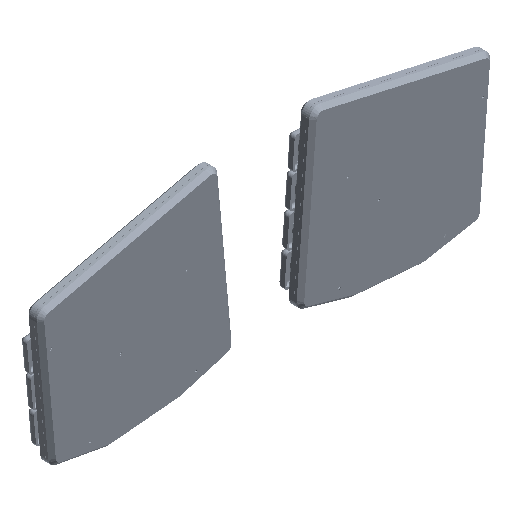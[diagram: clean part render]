
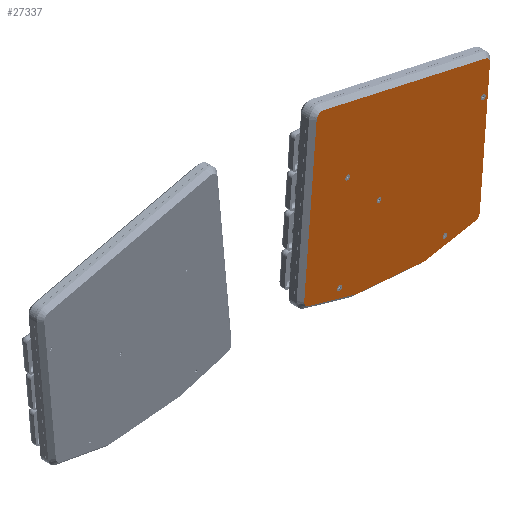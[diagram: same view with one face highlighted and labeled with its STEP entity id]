
A CAD part, isometric view. The second image highlights one B-rep face of the part: STEP entity #27337.
In plain terms, the highlighted planar face has unit normal (0, -1, 0).
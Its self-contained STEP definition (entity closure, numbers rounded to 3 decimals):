
#617=FACE_BOUND('',#4262,.T.);
#618=FACE_BOUND('',#4263,.T.);
#619=FACE_BOUND('',#4264,.T.);
#620=FACE_BOUND('',#4265,.T.);
#621=FACE_BOUND('',#4266,.T.);
#1254=PLANE('',#29272);
#2582=FACE_OUTER_BOUND('',#4261,.T.);
#4261=EDGE_LOOP('',(#22169,#22170,#22171,#22172,#22173,#22174,#22175,#22176,
#22177,#22178,#22179,#22180));
#4262=EDGE_LOOP('',(#22181));
#4263=EDGE_LOOP('',(#22182));
#4264=EDGE_LOOP('',(#22183));
#4265=EDGE_LOOP('',(#22184));
#4266=EDGE_LOOP('',(#22185));
#6695=LINE('',#41957,#9754);
#6699=LINE('',#41969,#9758);
#6703=LINE('',#41981,#9762);
#6707=LINE('',#41993,#9766);
#6711=LINE('',#42005,#9770);
#6715=LINE('',#42017,#9774);
#9754=VECTOR('',#34064,10.);
#9758=VECTOR('',#34076,10.);
#9762=VECTOR('',#34088,10.);
#9766=VECTOR('',#34100,10.);
#9770=VECTOR('',#34112,10.);
#9774=VECTOR('',#34124,10.);
#11478=CIRCLE('',#29240,2.9);
#11480=CIRCLE('',#29244,2.9);
#11482=CIRCLE('',#29248,2.9);
#11484=CIRCLE('',#29252,2.9);
#11486=CIRCLE('',#29256,2.9);
#11488=CIRCLE('',#29260,2.9);
#11494=CIRCLE('',#29273,1.25);
#11495=CIRCLE('',#29274,1.25);
#11496=CIRCLE('',#29275,1.25);
#11497=CIRCLE('',#29276,1.25);
#11498=CIRCLE('',#29277,1.25);
#13178=VERTEX_POINT('',#41950);
#13181=VERTEX_POINT('',#41955);
#13182=VERTEX_POINT('',#41959);
#13184=VERTEX_POINT('',#41965);
#13186=VERTEX_POINT('',#41971);
#13188=VERTEX_POINT('',#41977);
#13190=VERTEX_POINT('',#41983);
#13192=VERTEX_POINT('',#41989);
#13194=VERTEX_POINT('',#41995);
#13196=VERTEX_POINT('',#42001);
#13198=VERTEX_POINT('',#42007);
#13200=VERTEX_POINT('',#42013);
#13215=VERTEX_POINT('',#42060);
#13216=VERTEX_POINT('',#42062);
#13217=VERTEX_POINT('',#42064);
#13218=VERTEX_POINT('',#42066);
#13219=VERTEX_POINT('',#42068);
#16336=EDGE_CURVE('',#13181,#13178,#6695,.T.);
#16339=EDGE_CURVE('',#13178,#13182,#11478,.T.);
#16342=EDGE_CURVE('',#13182,#13184,#6699,.T.);
#16345=EDGE_CURVE('',#13184,#13186,#11480,.T.);
#16348=EDGE_CURVE('',#13186,#13188,#6703,.T.);
#16351=EDGE_CURVE('',#13188,#13190,#11482,.T.);
#16354=EDGE_CURVE('',#13190,#13192,#6707,.T.);
#16357=EDGE_CURVE('',#13192,#13194,#11484,.T.);
#16360=EDGE_CURVE('',#13194,#13196,#6711,.T.);
#16363=EDGE_CURVE('',#13196,#13198,#11486,.T.);
#16366=EDGE_CURVE('',#13198,#13200,#6715,.T.);
#16368=EDGE_CURVE('',#13200,#13181,#11488,.T.);
#16388=EDGE_CURVE('',#13215,#13215,#11494,.T.);
#16389=EDGE_CURVE('',#13216,#13216,#11495,.T.);
#16390=EDGE_CURVE('',#13217,#13217,#11496,.T.);
#16391=EDGE_CURVE('',#13218,#13218,#11497,.T.);
#16392=EDGE_CURVE('',#13219,#13219,#11498,.T.);
#22169=ORIENTED_EDGE('',*,*,#16336,.F.);
#22170=ORIENTED_EDGE('',*,*,#16368,.F.);
#22171=ORIENTED_EDGE('',*,*,#16366,.F.);
#22172=ORIENTED_EDGE('',*,*,#16363,.F.);
#22173=ORIENTED_EDGE('',*,*,#16360,.F.);
#22174=ORIENTED_EDGE('',*,*,#16357,.F.);
#22175=ORIENTED_EDGE('',*,*,#16354,.F.);
#22176=ORIENTED_EDGE('',*,*,#16351,.F.);
#22177=ORIENTED_EDGE('',*,*,#16348,.F.);
#22178=ORIENTED_EDGE('',*,*,#16345,.F.);
#22179=ORIENTED_EDGE('',*,*,#16342,.F.);
#22180=ORIENTED_EDGE('',*,*,#16339,.F.);
#22181=ORIENTED_EDGE('',*,*,#16388,.F.);
#22182=ORIENTED_EDGE('',*,*,#16389,.F.);
#22183=ORIENTED_EDGE('',*,*,#16390,.F.);
#22184=ORIENTED_EDGE('',*,*,#16391,.F.);
#22185=ORIENTED_EDGE('',*,*,#16392,.F.);
#27337=ADVANCED_FACE('',(#2582,#617,#618,#619,#620,#621),#1254,.T.);
#29240=AXIS2_PLACEMENT_3D('',#41963,#34070,#34071);
#29244=AXIS2_PLACEMENT_3D('',#41975,#34082,#34083);
#29248=AXIS2_PLACEMENT_3D('',#41987,#34094,#34095);
#29252=AXIS2_PLACEMENT_3D('',#41999,#34106,#34107);
#29256=AXIS2_PLACEMENT_3D('',#42011,#34118,#34119);
#29260=AXIS2_PLACEMENT_3D('',#42020,#34129,#34130);
#29272=AXIS2_PLACEMENT_3D('',#42059,#34167,#34168);
#29273=AXIS2_PLACEMENT_3D('',#42061,#34169,#34170);
#29274=AXIS2_PLACEMENT_3D('',#42063,#34171,#34172);
#29275=AXIS2_PLACEMENT_3D('',#42065,#34173,#34174);
#29276=AXIS2_PLACEMENT_3D('',#42067,#34175,#34176);
#29277=AXIS2_PLACEMENT_3D('',#42069,#34177,#34178);
#34064=DIRECTION('',(0.99,0.,-0.138));
#34070=DIRECTION('center_axis',(0.,1.,0.));
#34071=DIRECTION('ref_axis',(1.,0.,0.));
#34076=DIRECTION('',(0.,0.,-1.));
#34082=DIRECTION('center_axis',(0.,1.,0.));
#34083=DIRECTION('ref_axis',(0.268,0.,-0.964));
#34088=DIRECTION('',(-0.964,0.,-0.268));
#34094=DIRECTION('center_axis',(0.,1.,0.));
#34095=DIRECTION('ref_axis',(0.,0.,-1.));
#34100=DIRECTION('',(-1.,0.,0.));
#34106=DIRECTION('center_axis',(0.,1.,0.));
#34107=DIRECTION('ref_axis',(-0.196,0.,-0.981));
#34112=DIRECTION('',(-0.981,0.,0.196));
#34118=DIRECTION('center_axis',(0.,1.,0.));
#34119=DIRECTION('ref_axis',(-1.,0.,0.));
#34124=DIRECTION('',(0.,0.,1.));
#34129=DIRECTION('center_axis',(0.,1.,0.));
#34130=DIRECTION('ref_axis',(0.138,0.,0.99));
#34167=DIRECTION('center_axis',(0.,-1.,0.));
#34168=DIRECTION('ref_axis',(0.,0.,1.));
#34169=DIRECTION('center_axis',(0.,-1.,0.));
#34170=DIRECTION('ref_axis',(-1.,0.,0.));
#34171=DIRECTION('center_axis',(0.,-1.,0.));
#34172=DIRECTION('ref_axis',(-1.,0.,0.));
#34173=DIRECTION('center_axis',(0.,-1.,0.));
#34174=DIRECTION('ref_axis',(-1.,0.,0.));
#34175=DIRECTION('center_axis',(0.,-1.,0.));
#34176=DIRECTION('ref_axis',(-1.,0.,0.));
#34177=DIRECTION('center_axis',(0.,-1.,0.));
#34178=DIRECTION('ref_axis',(-1.,0.,0.));
#41950=CARTESIAN_POINT('',(154.186,-7.25,70.228));
#41955=CARTESIAN_POINT('',(68.386,-7.25,82.144));
#41957=CARTESIAN_POINT('',(92.293,-7.25,78.824));
#41959=CARTESIAN_POINT('',(156.687,-7.25,67.355));
#41963=CARTESIAN_POINT('Origin',(153.787,-7.25,67.355));
#41965=CARTESIAN_POINT('',(156.687,-7.25,2.222));
#41969=CARTESIAN_POINT('',(156.687,-7.25,52.301));
#41971=CARTESIAN_POINT('',(154.563,-7.25,-0.572));
#41975=CARTESIAN_POINT('Origin',(153.787,-7.25,2.222));
#41977=CARTESIAN_POINT('',(129.363,-7.25,-7.572));
#41981=CARTESIAN_POINT('',(139.166,-7.25,-4.849));
#41983=CARTESIAN_POINT('',(128.587,-7.25,-7.678));
#41987=CARTESIAN_POINT('Origin',(128.587,-7.25,-4.778));
#41989=CARTESIAN_POINT('',(93.004,-7.25,-7.678));
#41993=CARTESIAN_POINT('',(119.737,-7.25,-7.678));
#41995=CARTESIAN_POINT('',(92.436,-7.25,-7.622));
#41999=CARTESIAN_POINT('Origin',(93.004,-7.25,-4.778));
#42001=CARTESIAN_POINT('',(67.419,-7.25,-2.622));
#42005=CARTESIAN_POINT('',(96.995,-7.25,-8.533));
#42007=CARTESIAN_POINT('',(65.087,-7.25,0.222));
#42011=CARTESIAN_POINT('Origin',(67.987,-7.25,0.222));
#42013=CARTESIAN_POINT('',(65.087,-7.25,79.272));
#42017=CARTESIAN_POINT('',(65.087,-7.25,18.734));
#42020=CARTESIAN_POINT('Origin',(67.987,-7.25,79.272));
#42059=CARTESIAN_POINT('Origin',(110.887,-7.25,37.247));
#42060=CARTESIAN_POINT('',(155.521,-7.25,53.271));
#42061=CARTESIAN_POINT('Origin',(154.271,-7.25,53.271));
#42062=CARTESIAN_POINT('',(84.97,-7.25,-1.378));
#42063=CARTESIAN_POINT('Origin',(83.72,-7.25,-1.378));
#42064=CARTESIAN_POINT('',(140.042,-7.25,-0.708));
#42065=CARTESIAN_POINT('Origin',(138.792,-7.25,-0.708));
#42066=CARTESIAN_POINT('',(102.97,-7.25,29.622));
#42067=CARTESIAN_POINT('Origin',(101.72,-7.25,29.622));
#42068=CARTESIAN_POINT('',(85.304,-7.25,46.622));
#42069=CARTESIAN_POINT('Origin',(84.054,-7.25,46.622));
